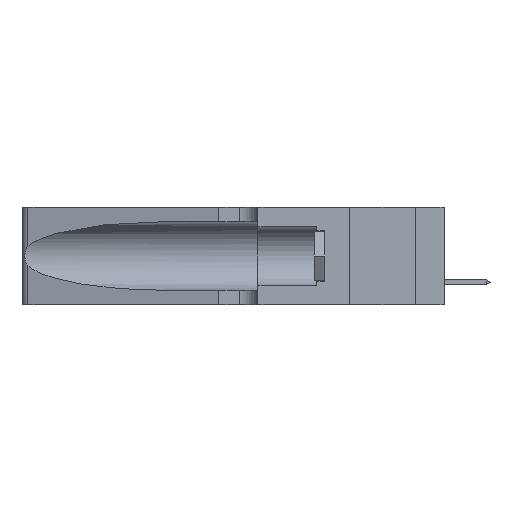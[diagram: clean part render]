
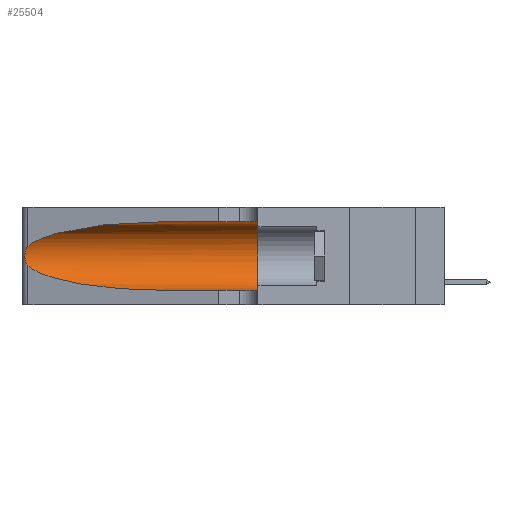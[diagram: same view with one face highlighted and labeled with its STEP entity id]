
A CAD part, left-side view. The second image highlights one B-rep face of the part: STEP entity #25504.
In plain terms, the highlighted cylindrical face has radius 3.308 mm (diameter 6.617 mm), a partial arc.
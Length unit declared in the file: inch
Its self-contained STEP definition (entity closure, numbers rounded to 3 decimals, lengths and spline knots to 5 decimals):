
#1634 = CARTESIAN_POINT ( 'NONE',  ( 0.25854, 1.2359, 0.20912 ) ) ;
#1961 = VERTEX_POINT ( 'NONE', #28803 ) ;
#2128 = LINE ( 'NONE', #3342, #17105 ) ;
#2986 =( BOUNDED_CURVE ( )  B_SPLINE_CURVE ( 3, ( #23356, #23718, #31253, #31483 ),
 .UNSPECIFIED., .F., .T. ) 
 B_SPLINE_CURVE_WITH_KNOTS ( ( 4, 4 ),
 ( 1.5708, 2.84003 ),
 .UNSPECIFIED. ) 
 CURVE ( )  GEOMETRIC_REPRESENTATION_ITEM ( )  RATIONAL_B_SPLINE_CURVE ( ( 1., 0.87, 0.87, 1. ) ) 
 REPRESENTATION_ITEM ( '' )  );
#3016 = EDGE_CURVE ( 'NONE', #3094, #8844, #15061, .T. ) ;
#3094 = VERTEX_POINT ( 'NONE', #15252 ) ;
#3096 = CARTESIAN_POINT ( 'NONE',  ( 0.1305, 1.61858, 0.185 ) ) ;
#3342 = CARTESIAN_POINT ( 'NONE',  ( 0.1305, 1.61858, 0.05475 ) ) ;
#4157 = CARTESIAN_POINT ( 'NONE',  ( 0.25555, 1.22993, 0.14849 ) ) ;
#4387 = CARTESIAN_POINT ( 'NONE',  ( 0.25856, 1.23593, 0.16098 ) ) ;
#4643 = CYLINDRICAL_SURFACE ( 'NONE', #19980, 0.13025 ) ;
#4742 = LINE ( 'NONE', #16134, #13834 ) ;
#6477 = CARTESIAN_POINT ( 'NONE',  ( 0.1305, 0.35, 0.05475 ) ) ;
#6540 = CARTESIAN_POINT ( 'NONE',  ( 0.25487, 1.22718, 0.14631 ) ) ;
#7098 = CARTESIAN_POINT ( 'NONE',  ( 0.26075, 1.23896, 0.19203 ) ) ;
#8048 = VERTEX_POINT ( 'NONE', #31795 ) ;
#8464 = ORIENTED_EDGE ( 'NONE', *, *, #24036, .F. ) ;
#8643 = CARTESIAN_POINT ( 'NONE',  ( 0.25487, 1.22718, 0.14631 ) ) ;
#8844 = VERTEX_POINT ( 'NONE', #6477 ) ;
#9195 =( BOUNDED_CURVE ( )  B_SPLINE_CURVE ( 3, ( #8643, #11054, #27372, #13726 ),
 .UNSPECIFIED., .F., .F. ) 
 B_SPLINE_CURVE_WITH_KNOTS ( ( 4, 4 ),
 ( 3.44316, 4.71239 ),
 .UNSPECIFIED. ) 
 CURVE ( )  GEOMETRIC_REPRESENTATION_ITEM ( )  RATIONAL_B_SPLINE_CURVE ( ( 1., 0.87, 0.87, 1. ) ) 
 REPRESENTATION_ITEM ( '' )  );
#10385 = AXIS2_PLACEMENT_3D ( 'NONE', #14784, #17247, #24974 ) ;
#10456 = EDGE_CURVE ( 'NONE', #1961, #8048, #2986, .T. ) ;
#11054 = CARTESIAN_POINT ( 'NONE',  ( 0.2373, 1.15595, 0.08982 ) ) ;
#12043 = DIRECTION ( 'NONE',  ( 0., 0., -1. ) ) ;
#12297 = CARTESIAN_POINT ( 'NONE',  ( 0.25555, 1.22994, 0.2215 ) ) ;
#12420 = CARTESIAN_POINT ( 'NONE',  ( 0.25487, 1.22718, 0.22369 ) ) ;
#12504 = CARTESIAN_POINT ( 'NONE',  ( 0.1305, 0.72297, 0.05475 ) ) ;
#13726 = CARTESIAN_POINT ( 'NONE',  ( 0.1305, 0.72297, 0.05475 ) ) ;
#13805 = ORIENTED_EDGE ( 'NONE', *, *, #29242, .T. ) ;
#13834 = VECTOR ( 'NONE', #24222, 39.37008 ) ;
#14019 = DIRECTION ( 'NONE',  ( 0., -1., 0. ) ) ;
#14784 = CARTESIAN_POINT ( 'NONE',  ( 0.1305, 0.35, 0.185 ) ) ;
#15061 = CIRCLE ( 'NONE', #10385, 0.13025 ) ;
#15252 = CARTESIAN_POINT ( 'NONE',  ( 0.1305, 0.35, 0.31525 ) ) ;
#15347 = CARTESIAN_POINT ( 'NONE',  ( 0.25639, 1.23184, 0.21858 ) ) ;
#16134 = CARTESIAN_POINT ( 'NONE',  ( 0.1305, 1.61858, 0.31525 ) ) ;
#17076 = ORIENTED_EDGE ( 'NONE', *, *, #3016, .F. ) ;
#17105 = VECTOR ( 'NONE', #32934, 39.37008 ) ;
#17247 = DIRECTION ( 'NONE',  ( 0., 1., 0. ) ) ;
#17685 = CARTESIAN_POINT ( 'NONE',  ( 0.25789, 1.23486, 0.15765 ) ) ;
#17915 = CARTESIAN_POINT ( 'NONE',  ( 0.25487, 1.22718, 0.14631 ) ) ;
#18439 = EDGE_CURVE ( 'NONE', #8048, #30895, #29995, .T. ) ;
#19980 = AXIS2_PLACEMENT_3D ( 'NONE', #3096, #14019, #12043 ) ;
#20119 = CARTESIAN_POINT ( 'NONE',  ( 0.25639, 1.23186, 0.15144 ) ) ;
#23356 = CARTESIAN_POINT ( 'NONE',  ( 0.1305, 0.72297, 0.31525 ) ) ;
#23488 = ORIENTED_EDGE ( 'NONE', *, *, #25708, .T. ) ;
#23718 = CARTESIAN_POINT ( 'NONE',  ( 0.18966, 0.96281, 0.31525 ) ) ;
#24036 = EDGE_CURVE ( 'NONE', #1961, #3094, #4742, .T. ) ;
#24222 = DIRECTION ( 'NONE',  ( 0., -1., 0. ) ) ;
#24974 = DIRECTION ( 'NONE',  ( 0., 0., 1. ) ) ;
#25504 = ADVANCED_FACE ( 'NONE', ( #31433 ), #4643, .F. ) ;
#25708 = EDGE_CURVE ( 'NONE', #27479, #8844, #2128, .T. ) ;
#27372 = CARTESIAN_POINT ( 'NONE',  ( 0.18966, 0.96281, 0.05475 ) ) ;
#27479 = VERTEX_POINT ( 'NONE', #12504 ) ;
#28514 = CARTESIAN_POINT ( 'NONE',  ( 0.25787, 1.23484, 0.2124 ) ) ;
#28803 = CARTESIAN_POINT ( 'NONE',  ( 0.1305, 0.72297, 0.31525 ) ) ;
#28976 = ORIENTED_EDGE ( 'NONE', *, *, #10456, .T. ) ;
#29242 = EDGE_CURVE ( 'NONE', #30895, #27479, #9195, .T. ) ;
#29919 = ORIENTED_EDGE ( 'NONE', *, *, #18439, .T. ) ;
#29995 = B_SPLINE_CURVE_WITH_KNOTS ( 'NONE', 3,
 ( #12420, #12297, #15347, #28514, #1634, #31062, #7098, #34111, #31299, #4387, #17685, #20119, #4157, #17915 ),
 .UNSPECIFIED., .F., .F.,
 ( 4, 2, 2, 2, 2, 2, 4 ),
 ( 0., 0.00027, 0.00053, 0.00107, 0.0016, 0.00187, 0.00214 ),
 .UNSPECIFIED. ) ;
#30895 = VERTEX_POINT ( 'NONE', #6540 ) ;
#31062 = CARTESIAN_POINT ( 'NONE',  ( 0.26018, 1.23835, 0.19895 ) ) ;
#31253 = CARTESIAN_POINT ( 'NONE',  ( 0.2373, 1.15595, 0.28018 ) ) ;
#31299 = CARTESIAN_POINT ( 'NONE',  ( 0.26017, 1.23833, 0.17102 ) ) ;
#31433 = FACE_OUTER_BOUND ( 'NONE', #32527, .T. ) ;
#31483 = CARTESIAN_POINT ( 'NONE',  ( 0.25487, 1.22718, 0.22369 ) ) ;
#31795 = CARTESIAN_POINT ( 'NONE',  ( 0.25487, 1.22718, 0.22369 ) ) ;
#32527 = EDGE_LOOP ( 'NONE', ( #28976, #29919, #13805, #23488, #17076, #8464 ) ) ;
#32934 = DIRECTION ( 'NONE',  ( 0., -1., 0. ) ) ;
#34111 = CARTESIAN_POINT ( 'NONE',  ( 0.26075, 1.23896, 0.178 ) ) ;
